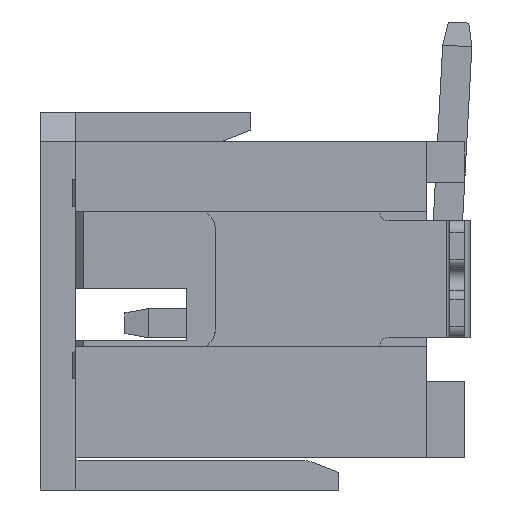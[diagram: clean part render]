
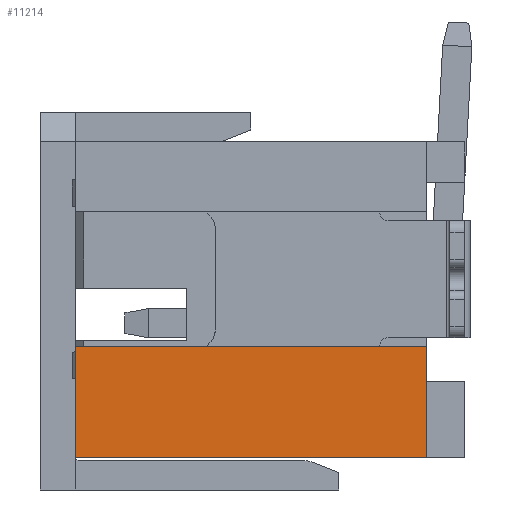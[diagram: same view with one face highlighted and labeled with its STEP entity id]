
A CAD part, left-side view. The second image highlights one B-rep face of the part: STEP entity #11214.
In plain terms, the highlighted planar face has unit normal (-1, 0, 0).
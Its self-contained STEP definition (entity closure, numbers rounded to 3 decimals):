
#1=DIRECTION('',(0.,0.,1.));
#2=VECTOR('',#1,1.9);
#3=CARTESIAN_POINT('',(0.,-6.,-5.4));
#4=LINE('',#3,#2);
#389=DIRECTION('',(0.,0.,-1.));
#390=VECTOR('',#389,1.9);
#391=CARTESIAN_POINT('',(0.,0.,-3.5));
#392=LINE('',#391,#390);
#2379=DIRECTION('',(0.,-1.,0.));
#2380=VECTOR('',#2379,6.);
#2381=CARTESIAN_POINT('',(0.,0.,-5.4));
#2382=LINE('',#2381,#2380);
#4275=DIRECTION('',(0.,1.,0.));
#4276=VECTOR('',#4275,6.);
#4277=CARTESIAN_POINT('',(0.,-6.,-3.5));
#4278=LINE('',#4277,#4276);
#8535=CARTESIAN_POINT('',(0.,0.,-3.5));
#8536=CARTESIAN_POINT('',(0.,0.,-5.4));
#8537=VERTEX_POINT('',#8535);
#8538=VERTEX_POINT('',#8536);
#8539=CARTESIAN_POINT('',(0.,-6.,-3.5));
#8540=VERTEX_POINT('',#8539);
#8615=CARTESIAN_POINT('',(0.,-6.,-5.4));
#8616=VERTEX_POINT('',#8615);
#11199=CARTESIAN_POINT('',(0.,-3.,-4.45));
#11200=DIRECTION('',(1.,0.,0.));
#11201=DIRECTION('',(0.,0.,1.));
#11202=AXIS2_PLACEMENT_3D('',#11199,#11200,#11201);
#11203=PLANE('',#11202);
#11205=ORIENTED_EDGE('',*,*,#11204,.F.);
#11207=ORIENTED_EDGE('',*,*,#11206,.F.);
#11209=ORIENTED_EDGE('',*,*,#11208,.F.);
#11211=ORIENTED_EDGE('',*,*,#11210,.F.);
#11212=EDGE_LOOP('',(#11205,#11207,#11209,#11211));
#11213=FACE_OUTER_BOUND('',#11212,.F.);
#11214=ADVANCED_FACE('',(#11213),#11203,.F.);
#11204=EDGE_CURVE('',#8616,#8540,#4,.T.);
#11206=EDGE_CURVE('',#8538,#8616,#2382,.T.);
#11208=EDGE_CURVE('',#8537,#8538,#392,.T.);
#11210=EDGE_CURVE('',#8540,#8537,#4278,.T.);
